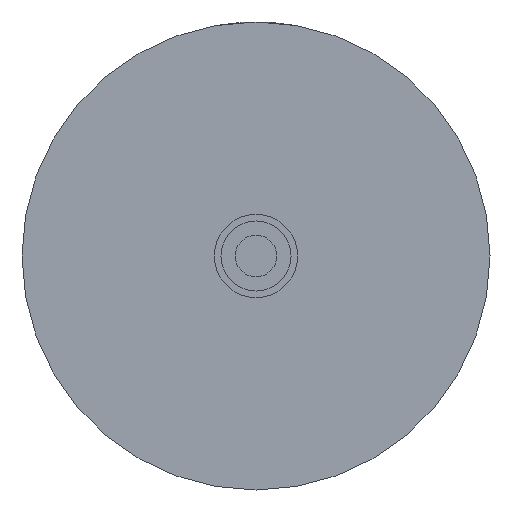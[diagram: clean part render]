
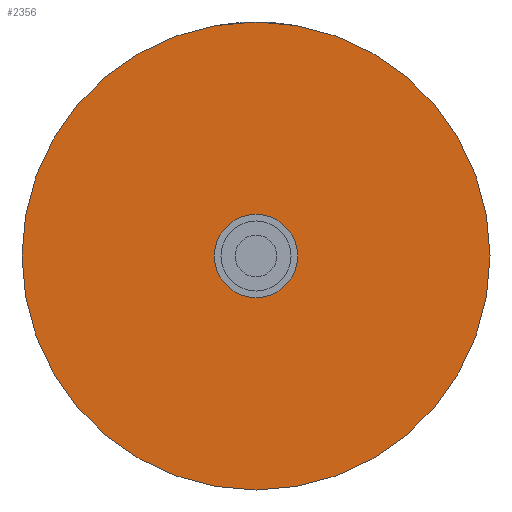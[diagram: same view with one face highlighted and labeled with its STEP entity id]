
A CAD part, front view. The second image highlights one B-rep face of the part: STEP entity #2356.
In plain terms, the highlighted planar face has unit normal (0, -1, 0).
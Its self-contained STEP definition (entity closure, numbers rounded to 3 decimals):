
#5 = DIRECTION ( 'NONE',  ( 0., 1., 0. ) ) ;
#183 = DIRECTION ( 'NONE',  ( 0., 0., 1. ) ) ;
#332 = CARTESIAN_POINT ( 'NONE',  ( 0., 0., -8. ) ) ;
#377 = CIRCLE ( 'NONE', #1195, 45. ) ;
#414 = EDGE_CURVE ( 'NONE', #1697, #2342, #2421, .T. ) ;
#461 = ORIENTED_EDGE ( 'NONE', *, *, #1721, .F. ) ;
#473 = AXIS2_PLACEMENT_3D ( 'NONE', #632, #2403, #1142 ) ;
#632 = CARTESIAN_POINT ( 'NONE',  ( 0., 0., 0. ) ) ;
#751 = DIRECTION ( 'NONE',  ( 0., 0., 1. ) ) ;
#754 = VERTEX_POINT ( 'NONE', #332 ) ;
#774 = DIRECTION ( 'NONE',  ( 0., 0., 1. ) ) ;
#805 = DIRECTION ( 'NONE',  ( 0., 0., 1. ) ) ;
#806 = AXIS2_PLACEMENT_3D ( 'NONE', #2836, #2079, #805 ) ;
#906 = FACE_BOUND ( 'NONE', #2097, .T. ) ;
#935 = AXIS2_PLACEMENT_3D ( 'NONE', #2449, #2498, #183 ) ;
#1031 = EDGE_CURVE ( 'NONE', #1291, #754, #3060, .T. ) ;
#1142 = DIRECTION ( 'NONE',  ( 0., 0., 1. ) ) ;
#1195 = AXIS2_PLACEMENT_3D ( 'NONE', #1484, #2281, #751 ) ;
#1279 = CARTESIAN_POINT ( 'NONE',  ( 0., 0., 0. ) ) ;
#1291 = VERTEX_POINT ( 'NONE', #2199 ) ;
#1484 = CARTESIAN_POINT ( 'NONE',  ( 0., 0., 0. ) ) ;
#1530 = CARTESIAN_POINT ( 'NONE',  ( 0., 0., -45. ) ) ;
#1697 = VERTEX_POINT ( 'NONE', #1530 ) ;
#1721 = EDGE_CURVE ( 'NONE', #2342, #1697, #377, .T. ) ;
#1866 = ORIENTED_EDGE ( 'NONE', *, *, #3131, .T. ) ;
#1868 = ORIENTED_EDGE ( 'NONE', *, *, #414, .F. ) ;
#2079 = DIRECTION ( 'NONE',  ( 0., 1., 0. ) ) ;
#2097 = EDGE_LOOP ( 'NONE', ( #2261, #1866 ) ) ;
#2199 = CARTESIAN_POINT ( 'NONE',  ( 0., 0., 8. ) ) ;
#2261 = ORIENTED_EDGE ( 'NONE', *, *, #1031, .T. ) ;
#2281 = DIRECTION ( 'NONE',  ( 0., 1., 0. ) ) ;
#2342 = VERTEX_POINT ( 'NONE', #2465 ) ;
#2356 = ADVANCED_FACE ( 'NONE', ( #906, #2714 ), #2813, .F. ) ;
#2403 = DIRECTION ( 'NONE',  ( 0., 1., 0. ) ) ;
#2421 = CIRCLE ( 'NONE', #935, 45. ) ;
#2449 = CARTESIAN_POINT ( 'NONE',  ( 0., 0., 0. ) ) ;
#2465 = CARTESIAN_POINT ( 'NONE',  ( 0., 0., 45. ) ) ;
#2498 = DIRECTION ( 'NONE',  ( 0., 1., 0. ) ) ;
#2698 = EDGE_LOOP ( 'NONE', ( #1868, #461 ) ) ;
#2714 = FACE_OUTER_BOUND ( 'NONE', #2698, .T. ) ;
#2715 = CIRCLE ( 'NONE', #473, 8. ) ;
#2813 = PLANE ( 'NONE',  #2887 ) ;
#2836 = CARTESIAN_POINT ( 'NONE',  ( 0., 0., 0. ) ) ;
#2887 = AXIS2_PLACEMENT_3D ( 'NONE', #1279, #5, #774 ) ;
#3060 = CIRCLE ( 'NONE', #806, 8. ) ;
#3131 = EDGE_CURVE ( 'NONE', #754, #1291, #2715, .T. ) ;
